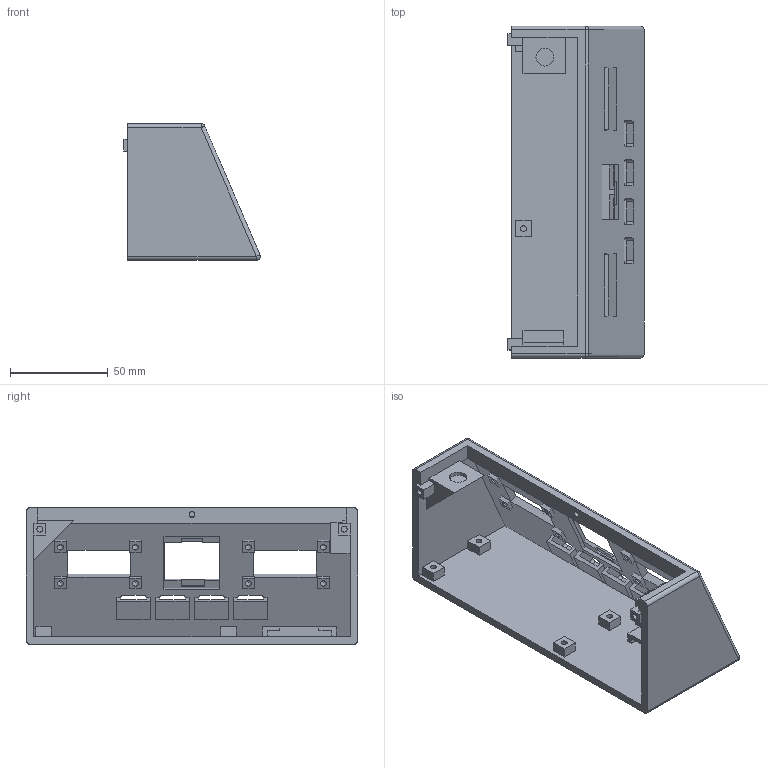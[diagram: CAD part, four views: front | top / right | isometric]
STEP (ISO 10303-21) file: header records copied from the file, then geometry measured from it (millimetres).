
FILE_DESCRIPTION(/* description */ (''),/* implementation_level */ '2;1');
FILE_NAME(/* name */ 'ChessClockFinalFinal.step',/* time_stamp */ '2024-02-18T21:17:43+01:00',/* author */ (''),/* organization */ (''),/* preprocessor_version */ 'ST-DEVELOPER v20',/* originating_system */ 'Autodesk Translation Framework v12.14.0.127',/* authorisation */ '');
FILE_SCHEMA (('AUTOMOTIVE_DESIGN { 1 0 10303 214 3 1 1 }'));
Length unit declared in the file: millimetre
Products named in the file (1): Chess Clock Advanced
Bounding box: 69.92 x 170 x 70 mm (x, y, z)
Volume: 127085.8 mm3; surface area: 67969.5 mm2
Topology: 1 solids, 1 shells, 242 faces, 628 edges, 406 vertices
Faces by surface type: plane 196, cylinder 42, sphere 4
Full cylindrical faces by diameter (mm): 3 x17, 9 x1
Entity records: 7346 total; most frequent: CARTESIAN_POINT 1277, ORIENTED_EDGE 1256, DIRECTION 1202, EDGE_CURVE 628, LINE 540, VECTOR 540, VERTEX_POINT 406, AXIS2_PLACEMENT_3D 331
